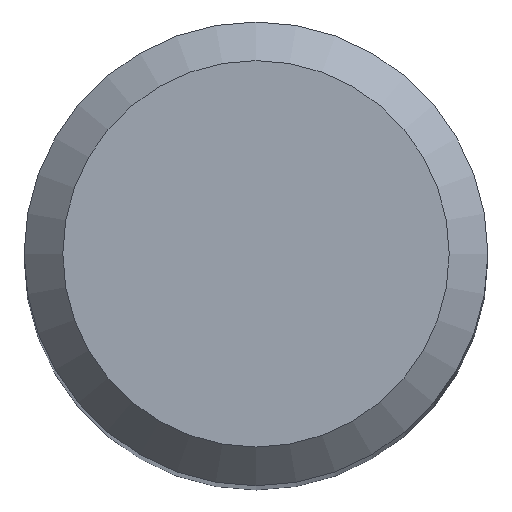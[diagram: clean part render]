
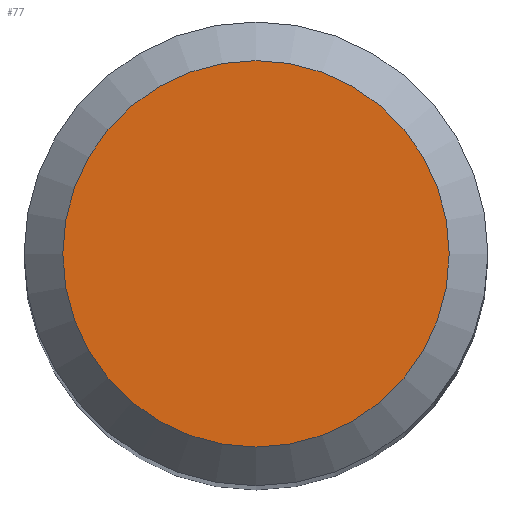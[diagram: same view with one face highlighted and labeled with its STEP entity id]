
A CAD part, top view. The second image highlights one B-rep face of the part: STEP entity #77.
In plain terms, the highlighted planar face has unit normal (0, 0, 1).
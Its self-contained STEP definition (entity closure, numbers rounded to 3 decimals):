
#54=PLANE('',#207);
#77=ADVANCED_FACE('',(#88),#54,.T.);
#88=FACE_OUTER_BOUND('',#94,.T.);
#94=EDGE_LOOP('',(#112));
#112=ORIENTED_EDGE('',*,*,#137,.F.);
#128=VERTEX_POINT('',#298);
#137=EDGE_CURVE('',#128,#128,#146,.T.);
#146=CIRCLE('',#206,2.5);
#206=AXIS2_PLACEMENT_3D('',#297,#239,#240);
#207=AXIS2_PLACEMENT_3D('',#299,#241,#242);
#239=DIRECTION('',(0.,0.,-1.));
#240=DIRECTION('',(-1.,0.,0.));
#241=DIRECTION('',(0.,0.,1.));
#242=DIRECTION('',(-1.,0.,0.));
#297=CARTESIAN_POINT('',(0.,0.,31.727));
#298=CARTESIAN_POINT('',(-2.5,0.,31.727));
#299=CARTESIAN_POINT('',(2.5,0.,31.727));
